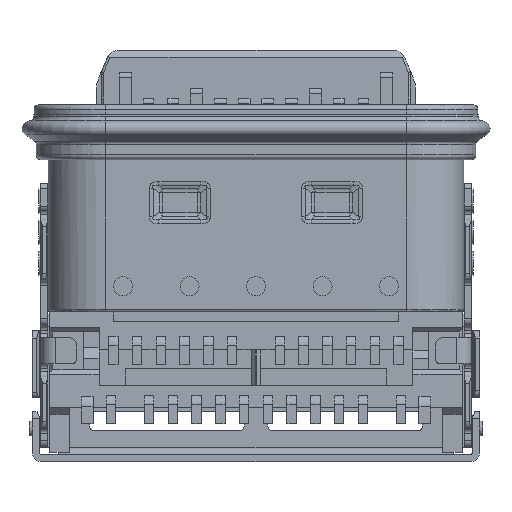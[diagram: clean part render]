
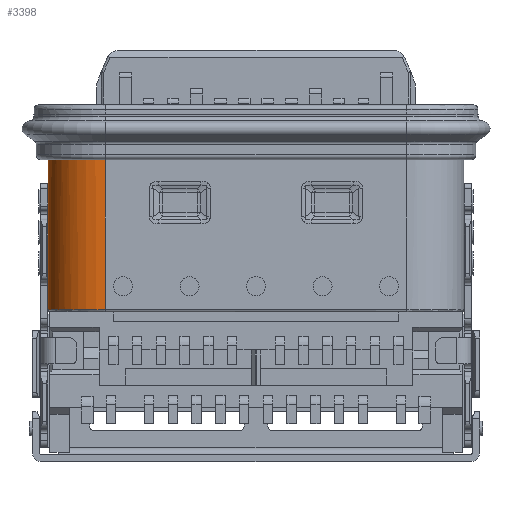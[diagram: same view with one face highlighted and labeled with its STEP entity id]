
A CAD part, front view. The second image highlights one B-rep face of the part: STEP entity #3398.
In plain terms, the highlighted cylindrical face has radius 1.2 mm (diameter 2.4 mm), a partial arc.
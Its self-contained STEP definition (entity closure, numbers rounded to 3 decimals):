
#428=(
BOUNDED_CURVE()
B_SPLINE_CURVE(3,(#45089,#45090,#45091,#45092),.UNSPECIFIED.,.F.,.F.)
B_SPLINE_CURVE_WITH_KNOTS((4,4),(0.,1.),.UNSPECIFIED.)
CURVE()
GEOMETRIC_REPRESENTATION_ITEM()
RATIONAL_B_SPLINE_CURVE((0.953,0.767,0.767,
0.953))
REPRESENTATION_ITEM('')
);
#1877=CYLINDRICAL_SURFACE('',#28057,1.2);
#2279=CIRCLE('',#27840,1.2);
#3398=ADVANCED_FACE('',(#5679),#1877,.T.);
#5679=FACE_OUTER_BOUND('',#7253,.T.);
#7253=EDGE_LOOP('',(#12043,#12044,#12045,#12046,#12047));
#12043=ORIENTED_EDGE('',*,*,#20585,.F.);
#12044=ORIENTED_EDGE('',*,*,#20590,.F.);
#12045=ORIENTED_EDGE('',*,*,#20591,.F.);
#12046=ORIENTED_EDGE('',*,*,#20092,.F.);
#12047=ORIENTED_EDGE('',*,*,#20592,.F.);
#17078=VERTEX_POINT('',#41056);
#17092=VERTEX_POINT('',#41204);
#17359=VERTEX_POINT('',#45083);
#17360=VERTEX_POINT('',#45093);
#17362=VERTEX_POINT('',#45132);
#20092=EDGE_CURVE('',#17092,#17078,#2279,.T.);
#20585=EDGE_CURVE('',#17359,#17360,#428,.T.);
#20590=EDGE_CURVE('',#17362,#17359,#23336,.T.);
#20591=EDGE_CURVE('',#17078,#17362,#23337,.T.);
#20592=EDGE_CURVE('',#17360,#17092,#23338,.T.);
#23336=LINE('',#45131,#25729);
#23337=LINE('',#45133,#25730);
#23338=LINE('',#45134,#25731);
#25729=VECTOR('',#32154,1.);
#25730=VECTOR('',#32155,1.);
#25731=VECTOR('',#32156,1.);
#27840=AXIS2_PLACEMENT_3D('',#41205,#31556,#31557);
#28057=AXIS2_PLACEMENT_3D('',#45135,#32157,#32158);
#31556=DIRECTION('',(0.,0.,1.));
#31557=DIRECTION('',(0.,-1.,0.));
#32154=DIRECTION('',(0.,0.,-1.));
#32155=DIRECTION('',(0.,0.,-1.));
#32156=DIRECTION('',(0.,0.,1.));
#32157=DIRECTION('',(0.,0.,-1.));
#32158=DIRECTION('',(1.,0.,0.));
#41056=CARTESIAN_POINT('',(-63.17,-1.48,-60.3));
#41204=CARTESIAN_POINT('',(-64.37,-0.28,-60.3));
#41205=CARTESIAN_POINT('',(-63.17,-0.28,-60.3));
#45083=CARTESIAN_POINT('',(-63.17,-1.48,-64.3));
#45089=CARTESIAN_POINT('',(-63.17,-1.48,-64.3));
#45090=CARTESIAN_POINT('',(-63.873,-1.48,-64.3));
#45091=CARTESIAN_POINT('',(-64.37,-0.983,-64.3));
#45092=CARTESIAN_POINT('',(-64.37,-0.28,-64.3));
#45093=CARTESIAN_POINT('',(-64.37,-0.28,-64.3));
#45131=CARTESIAN_POINT('',(-63.17,-1.48,-62.725));
#45132=CARTESIAN_POINT('',(-63.17,-1.48,-61.15));
#45133=CARTESIAN_POINT('',(-63.17,-1.48,-60.725));
#45134=CARTESIAN_POINT('',(-64.37,-0.28,-62.3));
#45135=CARTESIAN_POINT('',(-63.17,-0.28,-60.3));
